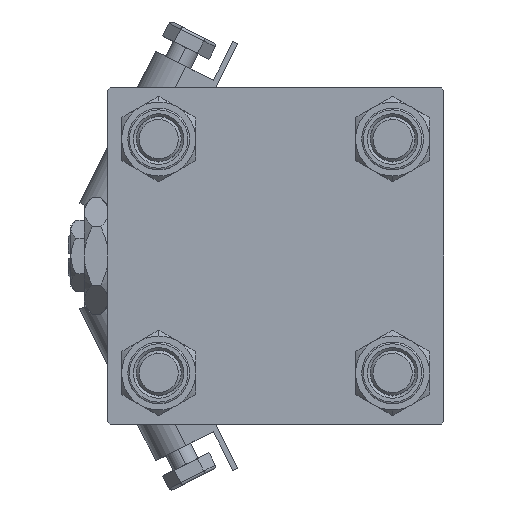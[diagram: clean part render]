
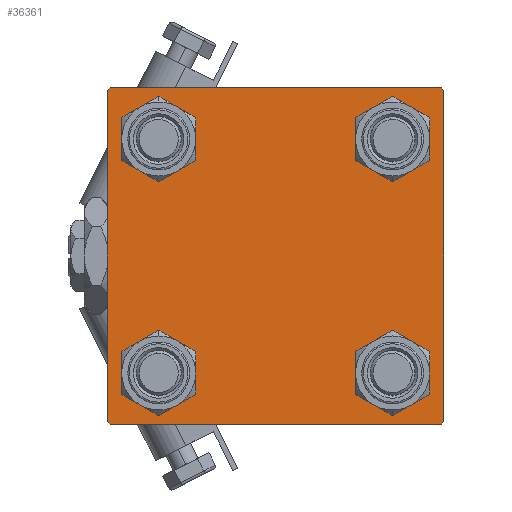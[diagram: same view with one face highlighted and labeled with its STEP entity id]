
A CAD part, left-side view. The second image highlights one B-rep face of the part: STEP entity #36361.
In plain terms, the highlighted planar face has unit normal (-1, 0, 0).
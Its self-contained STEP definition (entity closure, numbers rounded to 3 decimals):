
#1197 = VECTOR ( 'NONE', #48134, 1000. ) ;
#1382 = CARTESIAN_POINT ( 'NONE',  ( 0., 0., 0. ) ) ;
#1886 = CARTESIAN_POINT ( 'NONE',  ( 0., 20.85, 20.85 ) ) ;
#3733 = LINE ( 'NONE', #20182, #22213 ) ;
#4294 = CARTESIAN_POINT ( 'NONE',  ( 0., -20.85, 25.35 ) ) ;
#5146 = VERTEX_POINT ( 'NONE', #46809 ) ;
#5425 = CIRCLE ( 'NONE', #20064, 4.5 ) ;
#5458 = VERTEX_POINT ( 'NONE', #39664 ) ;
#5529 = CIRCLE ( 'NONE', #51148, 4.5 ) ;
#5574 = CARTESIAN_POINT ( 'NONE',  ( 0., -29.5, 30. ) ) ;
#5640 = AXIS2_PLACEMENT_3D ( 'NONE', #1886, #39080, #51780 ) ;
#5717 = VERTEX_POINT ( 'NONE', #8641 ) ;
#6711 = CARTESIAN_POINT ( 'NONE',  ( 0., 20.85, 25.35 ) ) ;
#6867 = CARTESIAN_POINT ( 'NONE',  ( 0., 20.85, -16.35 ) ) ;
#7382 = VERTEX_POINT ( 'NONE', #48045 ) ;
#7403 = CARTESIAN_POINT ( 'NONE',  ( 0., 30., 30. ) ) ;
#8148 = EDGE_LOOP ( 'NONE', ( #51881, #13709 ) ) ;
#8275 = ORIENTED_EDGE ( 'NONE', *, *, #21694, .T. ) ;
#8641 = CARTESIAN_POINT ( 'NONE',  ( 0., 30., -29.5 ) ) ;
#9088 = VECTOR ( 'NONE', #37190, 1000. ) ;
#9314 = AXIS2_PLACEMENT_3D ( 'NONE', #11972, #28657, #49421 ) ;
#9968 = CIRCLE ( 'NONE', #26317, 4.5 ) ;
#10850 = EDGE_CURVE ( 'NONE', #36775, #31382, #35976, .T. ) ;
#11972 = CARTESIAN_POINT ( 'NONE',  ( 0., -20.85, -20.85 ) ) ;
#11977 = VERTEX_POINT ( 'NONE', #5574 ) ;
#12653 = DIRECTION ( 'NONE',  ( 0., 0., 1. ) ) ;
#12672 = CARTESIAN_POINT ( 'NONE',  ( 0., -29.75, 29.75 ) ) ;
#12813 = ORIENTED_EDGE ( 'NONE', *, *, #31335, .T. ) ;
#13061 = CIRCLE ( 'NONE', #44035, 4.5 ) ;
#13569 = VERTEX_POINT ( 'NONE', #17596 ) ;
#13709 = ORIENTED_EDGE ( 'NONE', *, *, #10850, .T. ) ;
#14566 = VERTEX_POINT ( 'NONE', #44859 ) ;
#14714 = LINE ( 'NONE', #44070, #1197 ) ;
#15916 = VERTEX_POINT ( 'NONE', #43956 ) ;
#17133 = EDGE_CURVE ( 'NONE', #49906, #51602, #50149, .T. ) ;
#17286 = VERTEX_POINT ( 'NONE', #6711 ) ;
#17596 = CARTESIAN_POINT ( 'NONE',  ( 0., 30., 29.5 ) ) ;
#17828 = DIRECTION ( 'NONE',  ( -1., 0., 0. ) ) ;
#18092 = EDGE_CURVE ( 'NONE', #31382, #36775, #13061, .T. ) ;
#18241 = DIRECTION ( 'NONE',  ( 0., 0., 1. ) ) ;
#18271 = CARTESIAN_POINT ( 'NONE',  ( 0., 29.75, -29.75 ) ) ;
#18460 = CARTESIAN_POINT ( 'NONE',  ( 0., 20.85, -25.35 ) ) ;
#18540 = AXIS2_PLACEMENT_3D ( 'NONE', #27137, #51679, #46093 ) ;
#19157 = CARTESIAN_POINT ( 'NONE',  ( 0., -30., 30. ) ) ;
#20064 = AXIS2_PLACEMENT_3D ( 'NONE', #20677, #37356, #37098 ) ;
#20182 = CARTESIAN_POINT ( 'NONE',  ( 0., 30., 30. ) ) ;
#20250 = EDGE_LOOP ( 'NONE', ( #26274, #31460 ) ) ;
#20677 = CARTESIAN_POINT ( 'NONE',  ( 0., -20.85, -20.85 ) ) ;
#21376 = EDGE_CURVE ( 'NONE', #47770, #13569, #42270, .T. ) ;
#21673 = ORIENTED_EDGE ( 'NONE', *, *, #46986, .F. ) ;
#21694 = EDGE_CURVE ( 'NONE', #7382, #15916, #5425, .T. ) ;
#21800 = CARTESIAN_POINT ( 'NONE',  ( 0., 29.75, 29.75 ) ) ;
#21834 = DIRECTION ( 'NONE',  ( 0., -0.707, 0.707 ) ) ;
#22213 = VECTOR ( 'NONE', #41441, 1000. ) ;
#23024 = ORIENTED_EDGE ( 'NONE', *, *, #24090, .T. ) ;
#24090 = EDGE_CURVE ( 'NONE', #5717, #5146, #30672, .T. ) ;
#24447 = EDGE_CURVE ( 'NONE', #5146, #49906, #14714, .T. ) ;
#24830 = CARTESIAN_POINT ( 'NONE',  ( 0., 20.85, -20.85 ) ) ;
#25340 = EDGE_CURVE ( 'NONE', #39859, #14566, #5529, .T. ) ;
#25631 = AXIS2_PLACEMENT_3D ( 'NONE', #1382, #17828, #45335 ) ;
#25663 = FACE_BOUND ( 'NONE', #45005, .T. ) ;
#25800 = ORIENTED_EDGE ( 'NONE', *, *, #49154, .T. ) ;
#26274 = ORIENTED_EDGE ( 'NONE', *, *, #32168, .T. ) ;
#26317 = AXIS2_PLACEMENT_3D ( 'NONE', #46775, #42988, #33590 ) ;
#26902 = DIRECTION ( 'NONE',  ( 0., -0.707, -0.707 ) ) ;
#27137 = CARTESIAN_POINT ( 'NONE',  ( 0., -20.85, 20.85 ) ) ;
#28016 = CIRCLE ( 'NONE', #18540, 4.5 ) ;
#28070 = EDGE_CURVE ( 'NONE', #5458, #11977, #50603, .T. ) ;
#28236 = AXIS2_PLACEMENT_3D ( 'NONE', #34427, #42759, #18241 ) ;
#28288 = ORIENTED_EDGE ( 'NONE', *, *, #49828, .T. ) ;
#28657 = DIRECTION ( 'NONE',  ( 1., 0., 0. ) ) ;
#28665 = VECTOR ( 'NONE', #34710, 1000. ) ;
#30672 = LINE ( 'NONE', #18271, #48556 ) ;
#31140 = DIRECTION ( 'NONE',  ( 0., -1., 0. ) ) ;
#31335 = EDGE_CURVE ( 'NONE', #14566, #39859, #28016, .T. ) ;
#31382 = VERTEX_POINT ( 'NONE', #6867 ) ;
#31460 = ORIENTED_EDGE ( 'NONE', *, *, #32755, .T. ) ;
#32168 = EDGE_CURVE ( 'NONE', #17286, #49256, #9968, .T. ) ;
#32377 = ORIENTED_EDGE ( 'NONE', *, *, #17133, .T. ) ;
#32755 = EDGE_CURVE ( 'NONE', #49256, #17286, #53033, .T. ) ;
#33510 = EDGE_CURVE ( 'NONE', #5458, #51602, #52320, .T. ) ;
#33590 = DIRECTION ( 'NONE',  ( 0., 0., 1. ) ) ;
#33951 = CARTESIAN_POINT ( 'NONE',  ( 0., -29.75, -29.75 ) ) ;
#34427 = CARTESIAN_POINT ( 'NONE',  ( 0., 20.85, -20.85 ) ) ;
#34710 = DIRECTION ( 'NONE',  ( 0., 0.707, -0.707 ) ) ;
#35369 = ORIENTED_EDGE ( 'NONE', *, *, #24447, .T. ) ;
#35976 = CIRCLE ( 'NONE', #28236, 4.5 ) ;
#36361 = ADVANCED_FACE ( 'NONE', ( #41817, #25663, #41552, #42095, #37512 ), #37244, .T. ) ;
#36775 = VERTEX_POINT ( 'NONE', #18460 ) ;
#37098 = DIRECTION ( 'NONE',  ( 0., 0., 1. ) ) ;
#37190 = DIRECTION ( 'NONE',  ( 0., 0.707, 0.707 ) ) ;
#37244 = PLANE ( 'NONE',  #25631 ) ;
#37353 = CARTESIAN_POINT ( 'NONE',  ( 0., 29.5, 30. ) ) ;
#37356 = DIRECTION ( 'NONE',  ( 1., 0., 0. ) ) ;
#37512 = FACE_OUTER_BOUND ( 'NONE', #45664, .T. ) ;
#38712 = ORIENTED_EDGE ( 'NONE', *, *, #25340, .T. ) ;
#39080 = DIRECTION ( 'NONE',  ( 1., 0., 0. ) ) ;
#39664 = CARTESIAN_POINT ( 'NONE',  ( 0., -30., 29.5 ) ) ;
#39859 = VERTEX_POINT ( 'NONE', #4294 ) ;
#41001 = ORIENTED_EDGE ( 'NONE', *, *, #21376, .T. ) ;
#41095 = ORIENTED_EDGE ( 'NONE', *, *, #33510, .F. ) ;
#41253 = DIRECTION ( 'NONE',  ( 1., 0., 0. ) ) ;
#41441 = DIRECTION ( 'NONE',  ( 0., 0., -1. ) ) ;
#41480 = CARTESIAN_POINT ( 'NONE',  ( 0., -20.85, 20.85 ) ) ;
#41552 = FACE_BOUND ( 'NONE', #8148, .T. ) ;
#41817 = FACE_BOUND ( 'NONE', #46754, .T. ) ;
#42095 = FACE_BOUND ( 'NONE', #20250, .T. ) ;
#42270 = LINE ( 'NONE', #21800, #28665 ) ;
#42759 = DIRECTION ( 'NONE',  ( 1., 0., 0. ) ) ;
#42851 = CIRCLE ( 'NONE', #9314, 4.5 ) ;
#42988 = DIRECTION ( 'NONE',  ( 1., 0., 0. ) ) ;
#43513 = LINE ( 'NONE', #7403, #47954 ) ;
#43632 = CARTESIAN_POINT ( 'NONE',  ( 0., -30., -29.5 ) ) ;
#43956 = CARTESIAN_POINT ( 'NONE',  ( 0., -20.85, -16.35 ) ) ;
#44035 = AXIS2_PLACEMENT_3D ( 'NONE', #24830, #41253, #45579 ) ;
#44070 = CARTESIAN_POINT ( 'NONE',  ( 0., 30., -30. ) ) ;
#44859 = CARTESIAN_POINT ( 'NONE',  ( 0., -20.85, 16.35 ) ) ;
#45005 = EDGE_LOOP ( 'NONE', ( #28288, #8275 ) ) ;
#45335 = DIRECTION ( 'NONE',  ( 0., 0., 1. ) ) ;
#45579 = DIRECTION ( 'NONE',  ( 0., 0., 1. ) ) ;
#45664 = EDGE_LOOP ( 'NONE', ( #25800, #23024, #35369, #32377, #41095, #46350, #21673, #41001 ) ) ;
#46093 = DIRECTION ( 'NONE',  ( 0., 0., 1. ) ) ;
#46350 = ORIENTED_EDGE ( 'NONE', *, *, #28070, .T. ) ;
#46754 = EDGE_LOOP ( 'NONE', ( #38712, #12813 ) ) ;
#46775 = CARTESIAN_POINT ( 'NONE',  ( 0., 20.85, 20.85 ) ) ;
#46809 = CARTESIAN_POINT ( 'NONE',  ( 0., 29.5, -30. ) ) ;
#46986 = EDGE_CURVE ( 'NONE', #47770, #11977, #43513, .T. ) ;
#47770 = VERTEX_POINT ( 'NONE', #37353 ) ;
#47915 = VECTOR ( 'NONE', #51238, 1000. ) ;
#47954 = VECTOR ( 'NONE', #31140, 1000. ) ;
#48045 = CARTESIAN_POINT ( 'NONE',  ( 0., -20.85, -25.35 ) ) ;
#48134 = DIRECTION ( 'NONE',  ( 0., -1., 0. ) ) ;
#48556 = VECTOR ( 'NONE', #26902, 1000. ) ;
#49154 = EDGE_CURVE ( 'NONE', #13569, #5717, #3733, .T. ) ;
#49256 = VERTEX_POINT ( 'NONE', #50096 ) ;
#49421 = DIRECTION ( 'NONE',  ( 0., 0., 1. ) ) ;
#49828 = EDGE_CURVE ( 'NONE', #15916, #7382, #42851, .T. ) ;
#49906 = VERTEX_POINT ( 'NONE', #51018 ) ;
#50096 = CARTESIAN_POINT ( 'NONE',  ( 0., 20.85, 16.35 ) ) ;
#50149 = LINE ( 'NONE', #33951, #52751 ) ;
#50389 = DIRECTION ( 'NONE',  ( 1., 0., 0. ) ) ;
#50603 = LINE ( 'NONE', #12672, #9088 ) ;
#51018 = CARTESIAN_POINT ( 'NONE',  ( 0., -29.5, -30. ) ) ;
#51148 = AXIS2_PLACEMENT_3D ( 'NONE', #41480, #50389, #12653 ) ;
#51238 = DIRECTION ( 'NONE',  ( 0., 0., -1. ) ) ;
#51602 = VERTEX_POINT ( 'NONE', #43632 ) ;
#51679 = DIRECTION ( 'NONE',  ( 1., 0., 0. ) ) ;
#51780 = DIRECTION ( 'NONE',  ( 0., 0., 1. ) ) ;
#51881 = ORIENTED_EDGE ( 'NONE', *, *, #18092, .T. ) ;
#52320 = LINE ( 'NONE', #19157, #47915 ) ;
#52751 = VECTOR ( 'NONE', #21834, 1000. ) ;
#53033 = CIRCLE ( 'NONE', #5640, 4.5 ) ;
